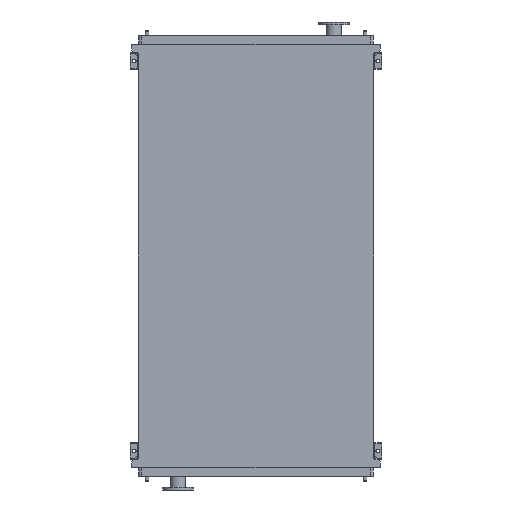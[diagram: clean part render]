
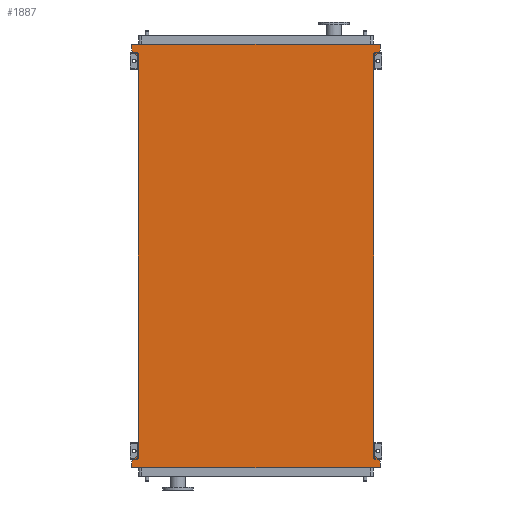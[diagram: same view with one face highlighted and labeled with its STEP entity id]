
A CAD part, front view. The second image highlights one B-rep face of the part: STEP entity #1887.
In plain terms, the highlighted planar face has unit normal (0, -1, 0).
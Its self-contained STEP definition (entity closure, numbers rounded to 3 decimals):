
#5 = EDGE_CURVE ( 'NONE', #12011, #6652, #16082, .T. ) ;
#252 = EDGE_CURVE ( 'NONE', #1215, #2446, #1314, .T. ) ;
#263 = VERTEX_POINT ( 'NONE', #7384 ) ;
#578 = DIRECTION ( 'NONE',  ( 0., 0., 1. ) ) ;
#991 = VECTOR ( 'NONE', #578, 1000. ) ;
#1215 = VERTEX_POINT ( 'NONE', #14845 ) ;
#1314 = LINE ( 'NONE', #17366, #4786 ) ;
#1408 = VERTEX_POINT ( 'NONE', #11015 ) ;
#1409 = ORIENTED_EDGE ( 'NONE', *, *, #9109, .F. ) ;
#1431 = EDGE_CURVE ( 'NONE', #10271, #1568, #14472, .T. ) ;
#1568 = VERTEX_POINT ( 'NONE', #11380 ) ;
#1658 = CARTESIAN_POINT ( 'NONE',  ( -845., 0., -2850. ) ) ;
#1805 = AXIS2_PLACEMENT_3D ( 'NONE', #3293, #6277, #16311 ) ;
#1887 = ADVANCED_FACE ( 'NONE', ( #10696 ), #17683, .T. ) ;
#1901 = LINE ( 'NONE', #8638, #16405 ) ;
#2385 = CARTESIAN_POINT ( 'NONE',  ( 891., 0., 95. ) ) ;
#2446 = VERTEX_POINT ( 'NONE', #1658 ) ;
#2542 = DIRECTION ( 'NONE',  ( -0.655, 0., -0.755 ) ) ;
#2790 = LINE ( 'NONE', #6343, #10607 ) ;
#2906 = VECTOR ( 'NONE', #3749, 1000. ) ;
#3293 = CARTESIAN_POINT ( 'NONE',  ( -845., 0., -2850. ) ) ;
#3481 = ORIENTED_EDGE ( 'NONE', *, *, #10219, .F. ) ;
#3584 = DIRECTION ( 'NONE',  ( -0.655, 0., 0.755 ) ) ;
#3749 = DIRECTION ( 'NONE',  ( 0.655, 0., -0.755 ) ) ;
#3880 = CARTESIAN_POINT ( 'NONE',  ( -891., 0., 53. ) ) ;
#3947 = ORIENTED_EDGE ( 'NONE', *, *, #3979, .F. ) ;
#3950 = CARTESIAN_POINT ( 'NONE',  ( 891., 0., 53. ) ) ;
#3979 = EDGE_CURVE ( 'NONE', #9265, #14101, #1901, .T. ) ;
#4423 = ORIENTED_EDGE ( 'NONE', *, *, #6735, .F. ) ;
#4446 = VECTOR ( 'NONE', #8995, 1000. ) ;
#4693 = CARTESIAN_POINT ( 'NONE',  ( 845., 0., -2850. ) ) ;
#4786 = VECTOR ( 'NONE', #13079, 1000. ) ;
#4873 = VECTOR ( 'NONE', #2542, 1000. ) ;
#4912 = LINE ( 'NONE', #13248, #4446 ) ;
#5138 = LINE ( 'NONE', #10914, #15747 ) ;
#5352 = LINE ( 'NONE', #3950, #4873 ) ;
#5773 = VECTOR ( 'NONE', #15075, 1000. ) ;
#6065 = DIRECTION ( 'NONE',  ( 1., 0., 0. ) ) ;
#6277 = DIRECTION ( 'NONE',  ( 0., -1., 0. ) ) ;
#6312 = CARTESIAN_POINT ( 'NONE',  ( 891., 0., -2903. ) ) ;
#6343 = CARTESIAN_POINT ( 'NONE',  ( 891., 0., -2945. ) ) ;
#6470 = CARTESIAN_POINT ( 'NONE',  ( -845., 0., -2850. ) ) ;
#6493 = ORIENTED_EDGE ( 'NONE', *, *, #10213, .T. ) ;
#6652 = VERTEX_POINT ( 'NONE', #10701 ) ;
#6674 = LINE ( 'NONE', #6312, #13875 ) ;
#6713 = CARTESIAN_POINT ( 'NONE',  ( 845., 0., 0. ) ) ;
#6735 = EDGE_CURVE ( 'NONE', #2446, #263, #9244, .T. ) ;
#7363 = VERTEX_POINT ( 'NONE', #6713 ) ;
#7384 = CARTESIAN_POINT ( 'NONE',  ( -845., 0., 0. ) ) ;
#7599 = CARTESIAN_POINT ( 'NONE',  ( 891., 0., 95. ) ) ;
#8638 = CARTESIAN_POINT ( 'NONE',  ( -891., 0., 53. ) ) ;
#8894 = VERTEX_POINT ( 'NONE', #10173 ) ;
#8995 = DIRECTION ( 'NONE',  ( 0., 0., 1. ) ) ;
#9109 = EDGE_CURVE ( 'NONE', #8894, #1215, #12661, .T. ) ;
#9244 = LINE ( 'NONE', #6470, #5773 ) ;
#9265 = VERTEX_POINT ( 'NONE', #3880 ) ;
#9297 = DIRECTION ( 'NONE',  ( 0., 0., -1. ) ) ;
#9746 = ORIENTED_EDGE ( 'NONE', *, *, #18277, .F. ) ;
#9969 = CARTESIAN_POINT ( 'NONE',  ( -891., 0., 95. ) ) ;
#10173 = CARTESIAN_POINT ( 'NONE',  ( -891., 0., -2945. ) ) ;
#10213 = EDGE_CURVE ( 'NONE', #10271, #7363, #4912, .T. ) ;
#10219 = EDGE_CURVE ( 'NONE', #14101, #12011, #11753, .T. ) ;
#10271 = VERTEX_POINT ( 'NONE', #4693 ) ;
#10607 = VECTOR ( 'NONE', #16374, 1000. ) ;
#10696 = FACE_OUTER_BOUND ( 'NONE', #18679, .T. ) ;
#10701 = CARTESIAN_POINT ( 'NONE',  ( 891., 0., 53. ) ) ;
#10843 = ORIENTED_EDGE ( 'NONE', *, *, #5, .F. ) ;
#10914 = CARTESIAN_POINT ( 'NONE',  ( -845., 0., 0. ) ) ;
#11015 = CARTESIAN_POINT ( 'NONE',  ( 891., 0., -2945. ) ) ;
#11186 = DIRECTION ( 'NONE',  ( 0., 0., -1. ) ) ;
#11380 = CARTESIAN_POINT ( 'NONE',  ( 891., 0., -2903. ) ) ;
#11731 = ORIENTED_EDGE ( 'NONE', *, *, #16214, .F. ) ;
#11753 = LINE ( 'NONE', #17536, #15521 ) ;
#12011 = VERTEX_POINT ( 'NONE', #7599 ) ;
#12298 = VECTOR ( 'NONE', #11186, 1000. ) ;
#12605 = ORIENTED_EDGE ( 'NONE', *, *, #252, .F. ) ;
#12661 = LINE ( 'NONE', #16565, #991 ) ;
#13059 = ORIENTED_EDGE ( 'NONE', *, *, #17335, .F. ) ;
#13079 = DIRECTION ( 'NONE',  ( 0.655, 0., 0.755 ) ) ;
#13248 = CARTESIAN_POINT ( 'NONE',  ( 845., 0., -2850. ) ) ;
#13488 = ORIENTED_EDGE ( 'NONE', *, *, #1431, .F. ) ;
#13875 = VECTOR ( 'NONE', #9297, 1000. ) ;
#13911 = CARTESIAN_POINT ( 'NONE',  ( 845., 0., -2850. ) ) ;
#14101 = VERTEX_POINT ( 'NONE', #9969 ) ;
#14472 = LINE ( 'NONE', #13911, #2906 ) ;
#14845 = CARTESIAN_POINT ( 'NONE',  ( -891., 0., -2903. ) ) ;
#15075 = DIRECTION ( 'NONE',  ( 0., 0., 1. ) ) ;
#15521 = VECTOR ( 'NONE', #6065, 1000. ) ;
#15747 = VECTOR ( 'NONE', #3584, 1000. ) ;
#16082 = LINE ( 'NONE', #2385, #12298 ) ;
#16214 = EDGE_CURVE ( 'NONE', #263, #9265, #5138, .T. ) ;
#16311 = DIRECTION ( 'NONE',  ( 0., 0., -1. ) ) ;
#16374 = DIRECTION ( 'NONE',  ( -1., 0., 0. ) ) ;
#16405 = VECTOR ( 'NONE', #18548, 1000. ) ;
#16565 = CARTESIAN_POINT ( 'NONE',  ( -891., 0., -2945. ) ) ;
#16917 = EDGE_CURVE ( 'NONE', #6652, #7363, #5352, .T. ) ;
#17335 = EDGE_CURVE ( 'NONE', #1408, #8894, #2790, .T. ) ;
#17366 = CARTESIAN_POINT ( 'NONE',  ( -891., 0., -2903. ) ) ;
#17536 = CARTESIAN_POINT ( 'NONE',  ( -891., 0., 95. ) ) ;
#17683 = PLANE ( 'NONE',  #1805 ) ;
#17927 = ORIENTED_EDGE ( 'NONE', *, *, #16917, .F. ) ;
#18277 = EDGE_CURVE ( 'NONE', #1568, #1408, #6674, .T. ) ;
#18548 = DIRECTION ( 'NONE',  ( 0., 0., 1. ) ) ;
#18679 = EDGE_LOOP ( 'NONE', ( #6493, #17927, #10843, #3481, #3947, #11731, #4423, #12605, #1409, #13059, #9746, #13488 ) ) ;
